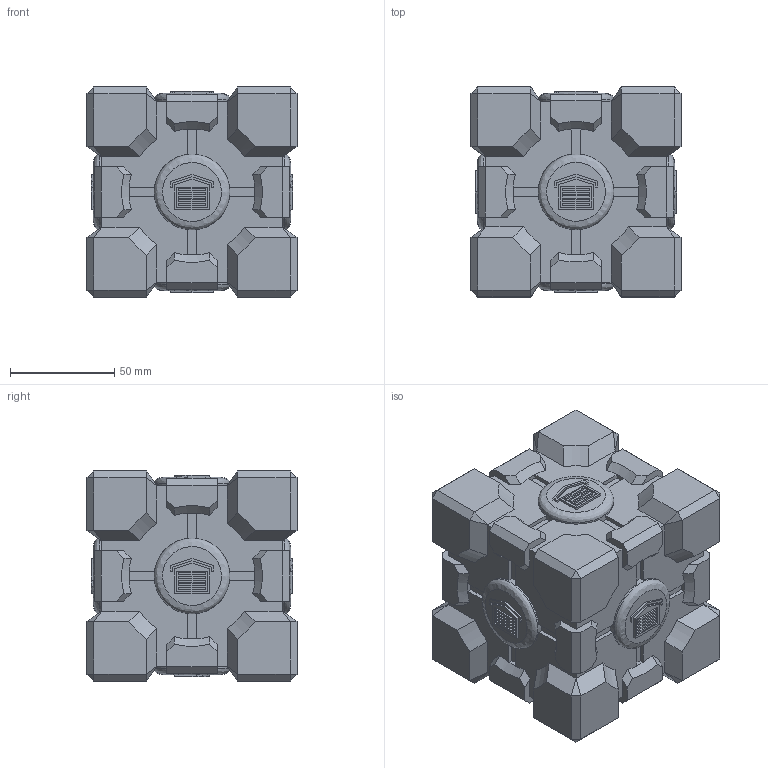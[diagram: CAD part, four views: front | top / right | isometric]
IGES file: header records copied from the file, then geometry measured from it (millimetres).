
Global section: file name: Parametric Companion Cube (Aluminum 4in)_v15; native system: unknown; preprocessor: unknown; author: unknown; organization: unknown; date: 20200923.181721; units: inch
Bounding box: 100.97 x 100.97 x 100.97 mm (x, y, z)
Volume: 821242.9 mm3; surface area: 66716.3 mm2
Topology: 1 solids, 1 shells, 704 faces, 1794 edges, 1140 vertices
Faces by surface type: bspline 704
